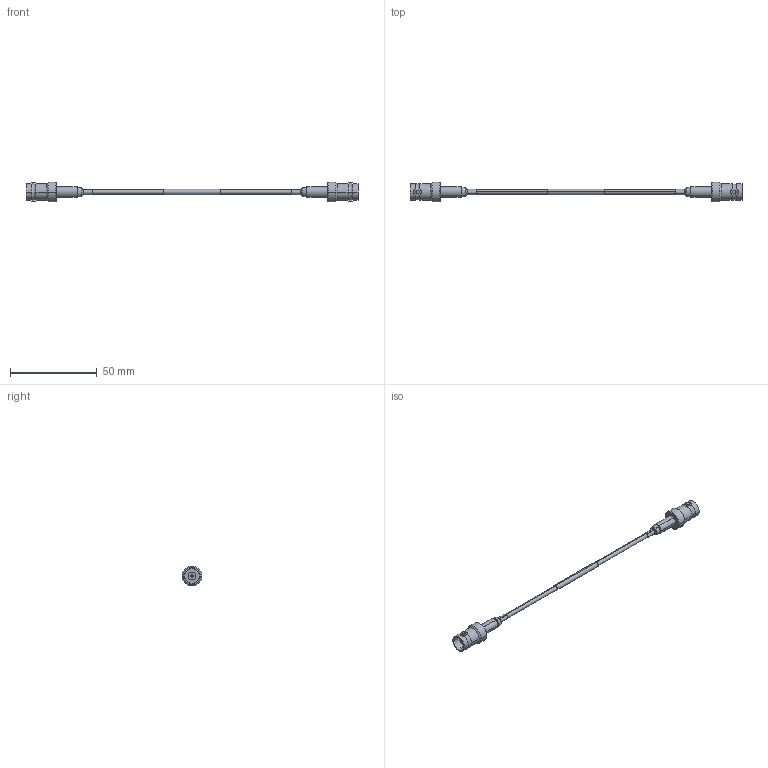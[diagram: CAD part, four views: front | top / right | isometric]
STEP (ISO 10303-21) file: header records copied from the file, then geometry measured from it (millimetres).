
FILE_DESCRIPTION (( 'STEP AP214' ), '1' );
FILE_NAME ('FMC00565_3D.step', '2023-03-06T20:17:41', ( '' ), ( '' ), 'SwSTEP 2.0', 'SolidWorks 2022', '' );
FILE_SCHEMA (( 'AUTOMOTIVE_DESIGN' ));
Length unit declared in the file: inch
Products named in the file (4): FMC00565_3D; RG316^FMC00565; FMCN1352^FMC00565; heat shrink^FMC00565_shrunk
Assembly tree (5 placements, depth 2):
  FMC00565_3D
    RG316^FMC00565
    FMCN1352^FMC00565  x2
    heat shrink^FMC00565_shrunk  x2
Bounding box: 191.55 x 11.43 x 11.43 mm (x, y, z)
Volume: 3350.6 mm3; surface area: 6661.5 mm2
Topology: 8 solids, 10 shells, 2334 faces, 4904 edges, 2608 vertices
Faces by surface type: bspline 1574, cylinder 482, plane 214, cone 40, torus 24
Entity records: 126589 total; most frequent: CARTESIAN_POINT 109837, ORIENTED_EDGE 4922, EDGE_CURVE 2461, B_SPLINE_CURVE_WITH_KNOTS 1685, VERTEX_POINT 1310, DIRECTION 1216, EDGE_LOOP 1187, ADVANCED_FACE 1172
